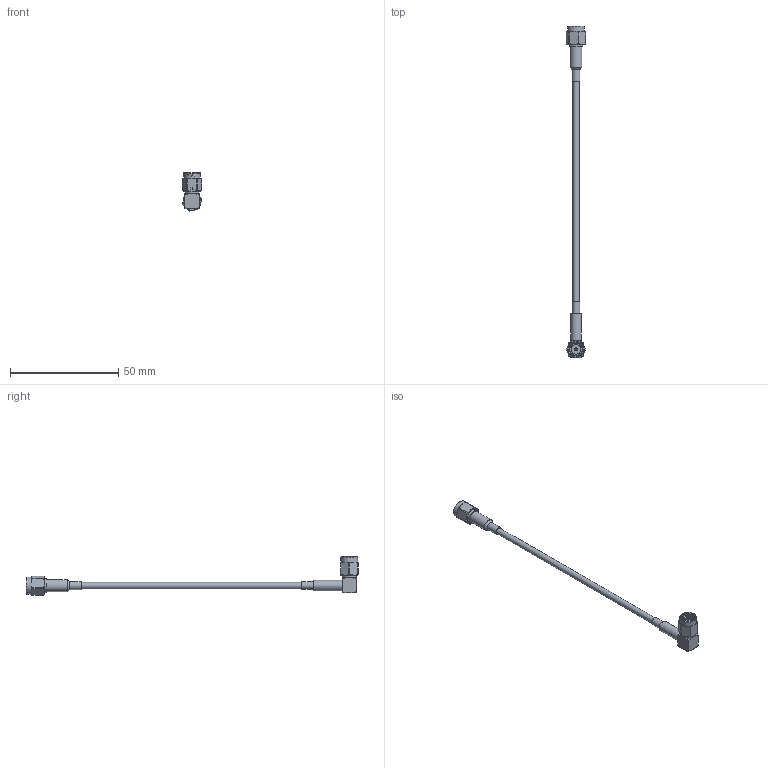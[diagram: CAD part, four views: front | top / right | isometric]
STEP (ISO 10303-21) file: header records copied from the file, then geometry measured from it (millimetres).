
FILE_DESCRIPTION(/* description */ ('Unknown'),/* implementation_level */ '2;1');
FILE_NAME(/* name */ '655035036xxx06',/* time_stamp */ '2024-08-13T17:04:41+02:00',/* author */ ('Unknown'),/* organization */ ('Unknown'),/* preprocessor_version */ 'ST-DEVELOPER v19.4',/* originating_system */ 'Solid Edge',/* authorisation */ 'Unknown');
FILE_SCHEMA (('AUTOMOTIVE_DESIGN {1 0 10303 214 3 1 1}'));
Length unit declared in the file: millimetre
Products named in the file (1): 655035036xxx06
Bounding box: 9.04 x 153.1 x 17.67 mm (x, y, z)
Volume: 2195.8 mm3; surface area: 3155.8 mm2
Topology: 2 solids, 2 shells, 152 faces, 363 edges, 238 vertices
Faces by surface type: plane 77, cylinder 43, cone 17, torus 9, bspline 4, sphere 2
Full cylindrical faces by diameter (mm): 0.51 x1, 0.92 x2, 1.27 x1, 1.52 x1, 1.6 x2, 2.9 x1, 3.5 x1, 3.6 x1, 3.66 x1, 4.56 x3, 4.75 x3, 4.8 x1, 5.5 x1, 6.4 x4, 6.5 x2, 6.55 x10, 7 x2, 7.8 x2
Entity records: 5868 total; most frequent: CARTESIAN_POINT 2007, DIRECTION 572, ORIENTED_EDGE 504, AXIS2_PLACEMENT_3D 254, EDGE_CURVE 252, EDGE_LOOP 234, FACE_BOUND 234, VERTEX_POINT 190
